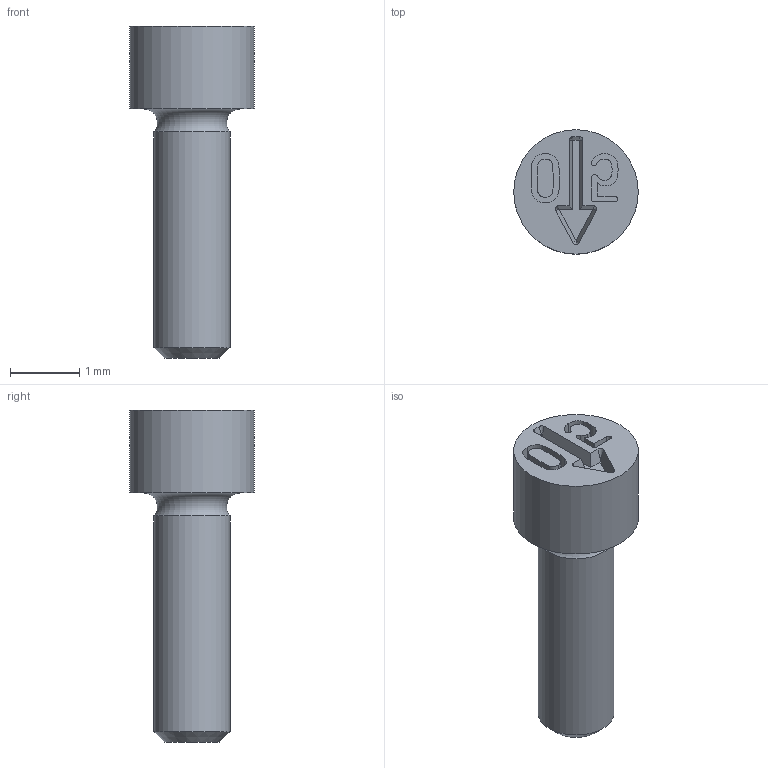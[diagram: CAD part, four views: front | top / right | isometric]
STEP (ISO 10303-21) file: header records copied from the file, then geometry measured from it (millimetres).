
FILE_DESCRIPTION(/* description */ (''),/* implementation_level */ '2;1');
FILE_NAME(/* name */ 'Dati-1300_O$3,5$Z.stp',/* time_stamp */ '2025-08-18T14:36:11+02:00',/* author */ ('olafg'),/* organization */ (''),/* preprocessor_version */ 'ST-DEVELOPER v20',/* originating_system */ 'Autodesk Inventor 2024',/* authorisation */ '');
FILE_SCHEMA (('AUTOMOTIVE_DESIGN { 1 0 10303 214 3 1 1 }'));
Length unit declared in the file: millimetre
Products named in the file (1): 1303,5-05-00 Stelleinsatz
Bounding box: 1.8 x 1.8 x 4.8 mm (x, y, z)
Volume: 6.3 mm3; surface area: 25.7 mm2
Topology: 1 solids, 1 shells, 65 faces, 178 edges, 115 vertices
Faces by surface type: bspline 38, plane 19, cone 5, cylinder 2, torus 1
Full cylindrical faces by diameter (mm): 1.1 x1, 1.8 x1
Entity records: 2428 total; most frequent: CARTESIAN_POINT 1014, ORIENTED_EDGE 346, EDGE_CURVE 173, DIRECTION 165, VERTEX_POINT 115, LINE 85, VECTOR 85, B_SPLINE_CURVE_WITH_KNOTS 76
